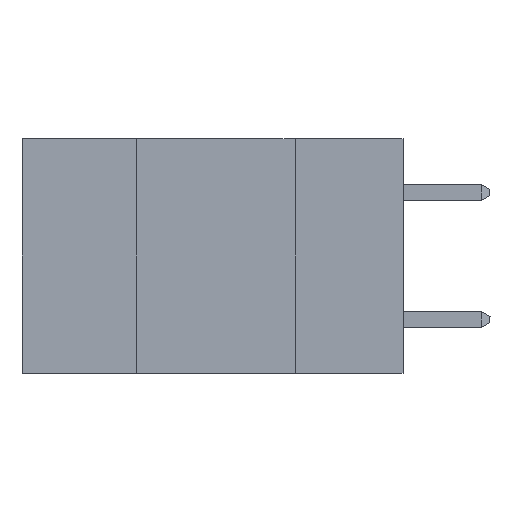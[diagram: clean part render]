
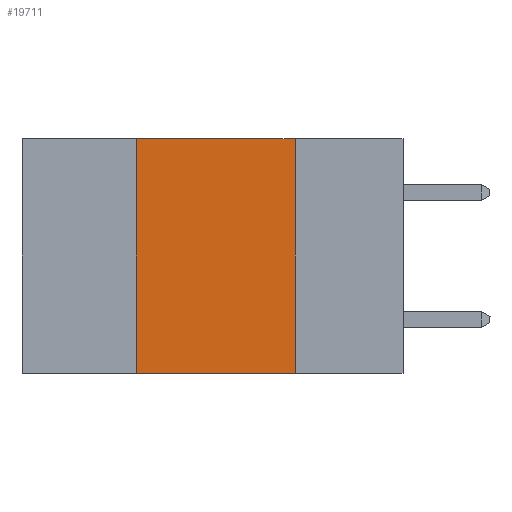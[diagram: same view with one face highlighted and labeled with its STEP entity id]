
A CAD part, left-side view. The second image highlights one B-rep face of the part: STEP entity #19711.
In plain terms, the highlighted planar face has unit normal (-1, 0, 0).
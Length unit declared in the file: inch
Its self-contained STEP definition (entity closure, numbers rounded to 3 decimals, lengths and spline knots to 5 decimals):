
#134 = FACE_OUTER_BOUND ( 'NONE', #7130, .T. ) ;
#260 = DIRECTION ( 'NONE',  ( 1., 0., 0. ) ) ;
#3073 = CARTESIAN_POINT ( 'NONE',  ( 0., 0.42, 0. ) ) ;
#3337 = CARTESIAN_POINT ( 'NONE',  ( 0., 0.42, -0.37 ) ) ;
#4059 = VECTOR ( 'NONE', #13382, 39.37008 ) ;
#4443 = VERTEX_POINT ( 'NONE', #16641 ) ;
#5729 = DIRECTION ( 'NONE',  ( 0., 0., -1. ) ) ;
#6277 = CARTESIAN_POINT ( 'NONE',  ( 0., 0.17, -0.37 ) ) ;
#7130 = EDGE_LOOP ( 'NONE', ( #16767, #20159, #12326, #21033 ) ) ;
#9763 = LINE ( 'NONE', #9967, #19041 ) ;
#9967 = CARTESIAN_POINT ( 'NONE',  ( 0., 0.42, 0. ) ) ;
#10597 = VECTOR ( 'NONE', #15359, 39.37008 ) ;
#11607 = CARTESIAN_POINT ( 'NONE',  ( 0., 0.6, -0.37 ) ) ;
#11838 = EDGE_CURVE ( 'NONE', #15491, #18612, #9763, .T. ) ;
#12243 = LINE ( 'NONE', #20211, #4059 ) ;
#12326 = ORIENTED_EDGE ( 'NONE', *, *, #11838, .F. ) ;
#13382 = DIRECTION ( 'NONE',  ( 0., -1., 0. ) ) ;
#13396 = DIRECTION ( 'NONE',  ( 0., 0., -1. ) ) ;
#14664 = CARTESIAN_POINT ( 'NONE',  ( 0., 0.6, 0. ) ) ;
#15277 = CARTESIAN_POINT ( 'NONE',  ( 0., 0.17, 0. ) ) ;
#15359 = DIRECTION ( 'NONE',  ( 0., -1., 0. ) ) ;
#15491 = VERTEX_POINT ( 'NONE', #3337 ) ;
#16638 = PLANE ( 'NONE',  #21554 ) ;
#16641 = CARTESIAN_POINT ( 'NONE',  ( 0., 0.17, 0. ) ) ;
#16767 = ORIENTED_EDGE ( 'NONE', *, *, #19817, .F. ) ;
#18612 = VERTEX_POINT ( 'NONE', #3073 ) ;
#19011 = LINE ( 'NONE', #15277, #21875 ) ;
#19041 = VECTOR ( 'NONE', #22367, 39.37008 ) ;
#19711 = ADVANCED_FACE ( 'NONE', ( #134 ), #16638, .F. ) ;
#19817 = EDGE_CURVE ( 'NONE', #4443, #20609, #19011, .T. ) ;
#19832 = EDGE_CURVE ( 'NONE', #15491, #20609, #23307, .T. ) ;
#20079 = EDGE_CURVE ( 'NONE', #18612, #4443, #12243, .T. ) ;
#20159 = ORIENTED_EDGE ( 'NONE', *, *, #20079, .F. ) ;
#20211 = CARTESIAN_POINT ( 'NONE',  ( 0., 0.6, 0. ) ) ;
#20609 = VERTEX_POINT ( 'NONE', #6277 ) ;
#21033 = ORIENTED_EDGE ( 'NONE', *, *, #19832, .T. ) ;
#21554 = AXIS2_PLACEMENT_3D ( 'NONE', #14664, #260, #5729 ) ;
#21875 = VECTOR ( 'NONE', #13396, 39.37008 ) ;
#22367 = DIRECTION ( 'NONE',  ( 0., 0., 1. ) ) ;
#23307 = LINE ( 'NONE', #11607, #10597 ) ;
